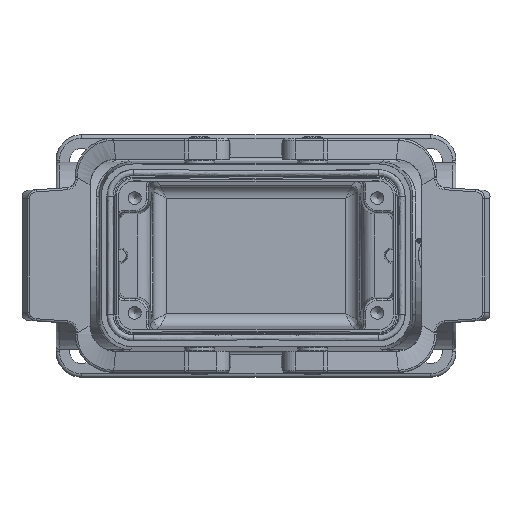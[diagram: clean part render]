
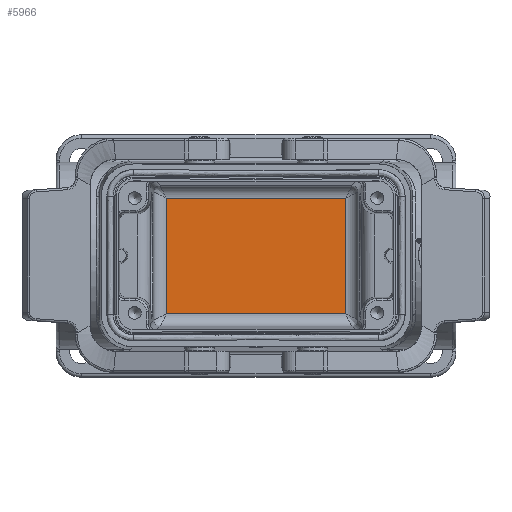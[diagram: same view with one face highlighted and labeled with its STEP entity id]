
A CAD part, top view. The second image highlights one B-rep face of the part: STEP entity #5966.
In plain terms, the highlighted planar face has unit normal (0, 0, 1).
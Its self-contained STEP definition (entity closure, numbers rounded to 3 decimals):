
#5966=ADVANCED_FACE('',(#7246),#6808,.F.);
#6808=PLANE('',#21370);
#7246=FACE_OUTER_BOUND('',#8146,.T.);
#8146=EDGE_LOOP('',(#9905,#9906,#9907,#9908));
#9905=ORIENTED_EDGE('',*,*,#15565,.T.);
#9906=ORIENTED_EDGE('',*,*,#15566,.T.);
#9907=ORIENTED_EDGE('',*,*,#15567,.T.);
#9908=ORIENTED_EDGE('',*,*,#15564,.T.);
#13923=VERTEX_POINT('',#30311);
#13927=VERTEX_POINT('',#30349);
#13931=VERTEX_POINT('',#30403);
#13932=VERTEX_POINT('',#30407);
#15564=EDGE_CURVE('',#13927,#13931,#17569,.T.);
#15565=EDGE_CURVE('',#13931,#13932,#17570,.T.);
#15566=EDGE_CURVE('',#13932,#13923,#17571,.T.);
#15567=EDGE_CURVE('',#13923,#13927,#17572,.T.);
#17569=LINE('',#30404,#18669);
#17570=LINE('',#30406,#18670);
#17571=LINE('',#30408,#18671);
#17572=LINE('',#30409,#18672);
#18669=VECTOR('',#23394,1.);
#18670=VECTOR('',#23397,1.);
#18671=VECTOR('',#23398,1.);
#18672=VECTOR('',#23399,1.);
#21370=AXIS2_PLACEMENT_3D('',#30410,#23400,#23401);
#23394=DIRECTION('',(0.,-1.,0.));
#23397=DIRECTION('',(1.,0.,0.));
#23398=DIRECTION('',(0.,1.,0.));
#23399=DIRECTION('',(-1.,0.,0.));
#23400=DIRECTION('',(0.,0.,-1.));
#23401=DIRECTION('',(-1.,0.,0.));
#30311=CARTESIAN_POINT('',(21.061,13.567,-65.25));
#30349=CARTESIAN_POINT('',(-21.061,13.567,-65.25));
#30403=CARTESIAN_POINT('',(-21.061,-13.567,-65.25));
#30404=CARTESIAN_POINT('',(-21.061,-15.,-65.25));
#30406=CARTESIAN_POINT('',(24.,-13.567,-65.25));
#30407=CARTESIAN_POINT('',(21.061,-13.567,-65.25));
#30408=CARTESIAN_POINT('',(21.061,15.,-65.25));
#30409=CARTESIAN_POINT('',(24.,13.567,-65.25));
#30410=CARTESIAN_POINT('',(24.,-17.75,-65.25));
